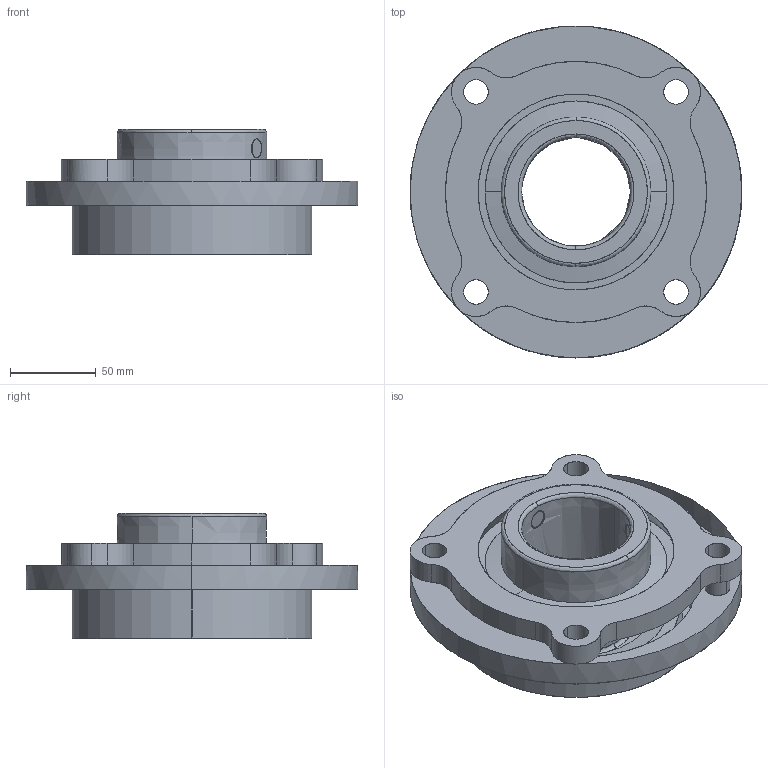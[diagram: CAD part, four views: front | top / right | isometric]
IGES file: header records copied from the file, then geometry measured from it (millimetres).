
Start section: SolidWorks IGES file using analytic representation for surfaces
Global section: file name: MFDEFAU0420491552.igs; native system: SolidWorks 2007; preprocessor: SolidWorks 2007; author: partstream; date: 070420.040905; units: inch
Bounding box: 193.68 x 193.68 x 73.03 mm (x, y, z)
Surface area: 115414.5 mm2 (no closed solid volume)
Topology: 0 solids, 0 shells, 96 faces, 2387 edges, 2413 vertices
Faces by surface type: revolution 66, bspline 30
